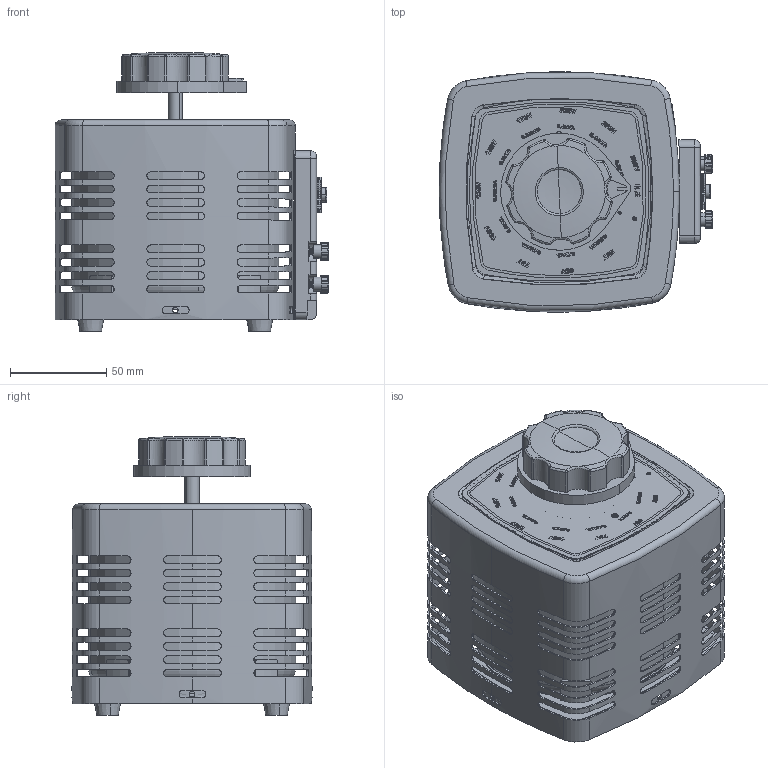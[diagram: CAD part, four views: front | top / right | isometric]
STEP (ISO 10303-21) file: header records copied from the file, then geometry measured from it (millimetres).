
FILE_DESCRIPTION (( 'STEP AP214' ), '1' );
FILE_NAME ('TDGC2-0.5KVA三维图-202509.STEP', '2025-09-06T03:11:09', ( 'China' ), ( 'Home' ), 'SwSTEP 2.0', 'SolidWorks 2020', '' );
FILE_SCHEMA (( 'AUTOMOTIVE_DESIGN' ));
Length unit declared in the file: millimetre
Products named in the file (15): TDGC2-0.5K俋欶2025; TDGC2-0.5K菁攫2025; TDGC2-0.5KVA三维图-202509; TDGC2-0.5K梓齪; TDGC2-0.5K諉盄碟; 諉盄簽0.2k綻; 徹婥悵誘ん0.5k; TDGC2-0.5K笢粣; 线圈TDGC2-0.5K; 酴蹟譫0.5k; （shoulun）TDGC2-0.5k手轮; TDGC2-0.2~0.5K砎々褐; 諉盄簽0.2k窪; 諉華え
Assembly tree (22 placements, depth 3):
  TDGC2-0.5KVA三维图-202509
    TDGC2-0.5K菁攫2025
    TDGC2-0.5K諉盄碟
      TDGC2-0.5K諉盄碟
      徹婥悵誘ん0.5k
      酴蹟譫0.5k  x4
    TDGC2-0.5K俋欶2025
    TDGC2-0.2~0.5K砎々褐  x4
    （shoulun）TDGC2-0.5k手轮
    諉華え
    諉盄簽0.2k窪  x2
    諉盄簽0.2k綻  x2
    TDGC2-0.5K笢粣
    TDGC2-0.5K梓齪
    线圈TDGC2-0.5K
Bounding box: 142.48 x 125 x 145 mm (x, y, z)
Volume: 704287.7 mm3; surface area: 240561.7 mm2
Topology: 27 solids, 27 shells, 4183 faces, 11870 edges, 7861 vertices
Faces by surface type: plane 2291, cylinder 1180, bspline 512, torus 123, cone 61, sphere 16
Entity records: 160770 total; most frequent: CARTESIAN_POINT 60379, ORIENTED_EDGE 16830, DIRECTION 13658, EDGE_CURVE 8415, VERTEX_POINT 5565, VECTOR 5070, LINE 5070, AXIS2_PLACEMENT_3D 4294
